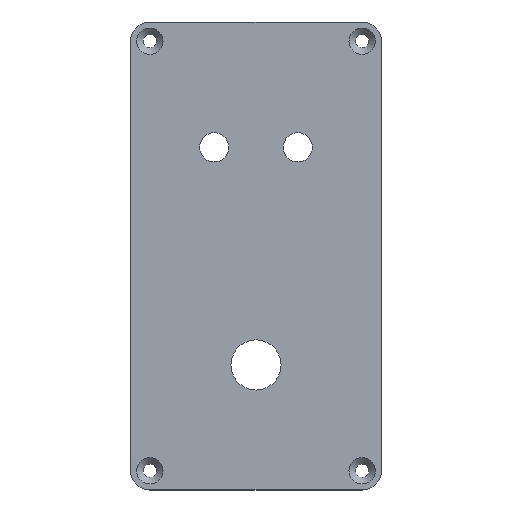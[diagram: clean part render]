
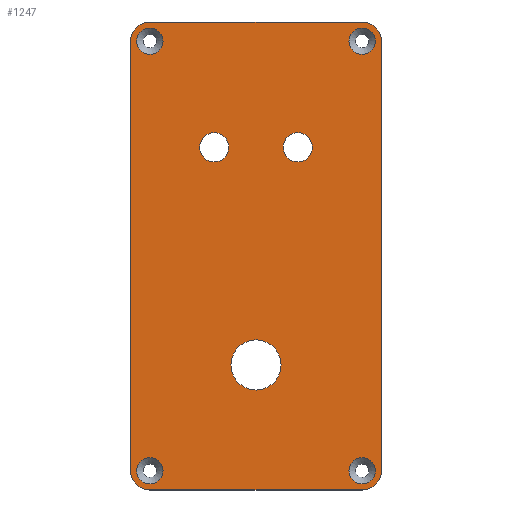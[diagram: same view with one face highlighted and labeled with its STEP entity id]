
A CAD part, top view. The second image highlights one B-rep face of the part: STEP entity #1247.
In plain terms, the highlighted planar face has unit normal (0, 0, 1).
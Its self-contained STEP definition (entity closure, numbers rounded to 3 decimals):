
#29=FACE_BOUND('',#207,.T.);
#30=FACE_BOUND('',#208,.T.);
#31=FACE_BOUND('',#209,.T.);
#32=FACE_BOUND('',#210,.T.);
#33=FACE_BOUND('',#211,.T.);
#34=FACE_BOUND('',#212,.T.);
#35=FACE_BOUND('',#213,.T.);
#67=PLANE('',#1386);
#132=FACE_OUTER_BOUND('',#206,.T.);
#206=EDGE_LOOP('',(#1140,#1141,#1142,#1143,#1144,#1145,#1146,#1147));
#207=EDGE_LOOP('',(#1148));
#208=EDGE_LOOP('',(#1149));
#209=EDGE_LOOP('',(#1150));
#210=EDGE_LOOP('',(#1151));
#211=EDGE_LOOP('',(#1152));
#212=EDGE_LOOP('',(#1153));
#213=EDGE_LOOP('',(#1154));
#314=LINE('',#2059,#431);
#317=LINE('',#2067,#434);
#320=LINE('',#2075,#437);
#330=LINE('',#2113,#447);
#431=VECTOR('',#1687,10.);
#434=VECTOR('',#1696,10.);
#437=VECTOR('',#1705,10.);
#447=VECTOR('',#1753,10.);
#448=CIRCLE('',#1263,3.5);
#450=CIRCLE('',#1266,3.5);
#495=CIRCLE('',#1357,6.);
#496=CIRCLE('',#1359,4.6);
#497=CIRCLE('',#1362,4.6);
#498=CIRCLE('',#1365,4.6);
#499=CIRCLE('',#1368,4.6);
#500=CIRCLE('',#1370,3.15);
#502=CIRCLE('',#1374,3.15);
#504=CIRCLE('',#1378,3.15);
#506=CIRCLE('',#1382,3.15);
#508=VERTEX_POINT('',#1758);
#510=VERTEX_POINT('',#1764);
#607=VERTEX_POINT('',#2047);
#608=VERTEX_POINT('',#2051);
#609=VERTEX_POINT('',#2052);
#610=VERTEX_POINT('',#2057);
#611=VERTEX_POINT('',#2061);
#612=VERTEX_POINT('',#2065);
#613=VERTEX_POINT('',#2069);
#614=VERTEX_POINT('',#2073);
#615=VERTEX_POINT('',#2077);
#616=VERTEX_POINT('',#2081);
#618=VERTEX_POINT('',#2089);
#620=VERTEX_POINT('',#2097);
#622=VERTEX_POINT('',#2105);
#624=EDGE_CURVE('',#508,#508,#448,.T.);
#627=EDGE_CURVE('',#510,#510,#450,.T.);
#768=EDGE_CURVE('',#607,#607,#495,.T.);
#769=EDGE_CURVE('',#608,#609,#496,.T.);
#773=EDGE_CURVE('',#608,#610,#314,.T.);
#774=EDGE_CURVE('',#611,#610,#497,.T.);
#777=EDGE_CURVE('',#611,#612,#317,.T.);
#778=EDGE_CURVE('',#613,#612,#498,.T.);
#781=EDGE_CURVE('',#613,#614,#320,.T.);
#782=EDGE_CURVE('',#615,#614,#499,.T.);
#784=EDGE_CURVE('',#616,#616,#500,.T.);
#788=EDGE_CURVE('',#618,#618,#502,.T.);
#792=EDGE_CURVE('',#620,#620,#504,.T.);
#796=EDGE_CURVE('',#622,#622,#506,.T.);
#800=EDGE_CURVE('',#615,#609,#330,.T.);
#1140=ORIENTED_EDGE('',*,*,#769,.F.);
#1141=ORIENTED_EDGE('',*,*,#773,.T.);
#1142=ORIENTED_EDGE('',*,*,#774,.F.);
#1143=ORIENTED_EDGE('',*,*,#777,.T.);
#1144=ORIENTED_EDGE('',*,*,#778,.F.);
#1145=ORIENTED_EDGE('',*,*,#781,.T.);
#1146=ORIENTED_EDGE('',*,*,#782,.F.);
#1147=ORIENTED_EDGE('',*,*,#800,.T.);
#1148=ORIENTED_EDGE('',*,*,#624,.T.);
#1149=ORIENTED_EDGE('',*,*,#627,.T.);
#1150=ORIENTED_EDGE('',*,*,#768,.T.);
#1151=ORIENTED_EDGE('',*,*,#784,.T.);
#1152=ORIENTED_EDGE('',*,*,#788,.T.);
#1153=ORIENTED_EDGE('',*,*,#792,.T.);
#1154=ORIENTED_EDGE('',*,*,#796,.T.);
#1247=ADVANCED_FACE('',(#132,#29,#30,#31,#32,#33,#34,#35),#67,.T.);
#1263=AXIS2_PLACEMENT_3D('',#1759,#1391,#1392);
#1266=AXIS2_PLACEMENT_3D('',#1765,#1398,#1399);
#1357=AXIS2_PLACEMENT_3D('',#2049,#1676,#1677);
#1359=AXIS2_PLACEMENT_3D('',#2053,#1680,#1681);
#1362=AXIS2_PLACEMENT_3D('',#2062,#1690,#1691);
#1365=AXIS2_PLACEMENT_3D('',#2070,#1699,#1700);
#1368=AXIS2_PLACEMENT_3D('',#2078,#1708,#1709);
#1370=AXIS2_PLACEMENT_3D('',#2082,#1713,#1714);
#1374=AXIS2_PLACEMENT_3D('',#2090,#1723,#1724);
#1378=AXIS2_PLACEMENT_3D('',#2098,#1733,#1734);
#1382=AXIS2_PLACEMENT_3D('',#2106,#1743,#1744);
#1386=AXIS2_PLACEMENT_3D('',#2114,#1754,#1755);
#1391=DIRECTION('center_axis',(0.,0.,-1.));
#1392=DIRECTION('ref_axis',(-1.,0.,0.));
#1398=DIRECTION('center_axis',(0.,0.,-1.));
#1399=DIRECTION('ref_axis',(-1.,0.,0.));
#1676=DIRECTION('center_axis',(0.,0.,-1.));
#1677=DIRECTION('ref_axis',(1.,0.,0.));
#1680=DIRECTION('center_axis',(0.,0.,-1.));
#1681=DIRECTION('ref_axis',(-0.707,-0.707,0.));
#1687=DIRECTION('',(1.,0.,0.));
#1690=DIRECTION('center_axis',(0.,0.,-1.));
#1691=DIRECTION('ref_axis',(0.707,-0.707,0.));
#1696=DIRECTION('',(0.,1.,0.));
#1699=DIRECTION('center_axis',(0.,0.,-1.));
#1700=DIRECTION('ref_axis',(0.707,0.707,0.));
#1705=DIRECTION('',(-1.,0.,0.));
#1708=DIRECTION('center_axis',(0.,0.,-1.));
#1709=DIRECTION('ref_axis',(-0.707,0.707,0.));
#1713=DIRECTION('center_axis',(0.,0.,-1.));
#1714=DIRECTION('ref_axis',(1.,0.,0.));
#1723=DIRECTION('center_axis',(0.,0.,-1.));
#1724=DIRECTION('ref_axis',(1.,0.,0.));
#1733=DIRECTION('center_axis',(0.,0.,-1.));
#1734=DIRECTION('ref_axis',(1.,0.,0.));
#1743=DIRECTION('center_axis',(0.,0.,-1.));
#1744=DIRECTION('ref_axis',(1.,0.,0.));
#1753=DIRECTION('',(0.,-1.,0.));
#1754=DIRECTION('center_axis',(0.,0.,1.));
#1755=DIRECTION('ref_axis',(1.,0.,0.));
#1758=CARTESIAN_POINT('',(43.5,-30.,4.));
#1759=CARTESIAN_POINT('Origin',(40.,-30.,4.));
#1764=CARTESIAN_POINT('',(23.5,-30.,4.));
#1765=CARTESIAN_POINT('Origin',(20.,-30.,4.));
#2047=CARTESIAN_POINT('',(24.,-82.077,4.));
#2049=CARTESIAN_POINT('Origin',(30.,-82.077,4.));
#2051=CARTESIAN_POINT('',(4.6,-112.,4.));
#2052=CARTESIAN_POINT('',(0.,-107.4,4.));
#2053=CARTESIAN_POINT('Origin',(4.6,-107.4,4.));
#2057=CARTESIAN_POINT('',(55.4,-112.,4.));
#2059=CARTESIAN_POINT('',(60.,-112.,4.));
#2061=CARTESIAN_POINT('',(60.,-107.4,4.));
#2062=CARTESIAN_POINT('Origin',(55.4,-107.4,4.));
#2065=CARTESIAN_POINT('',(60.,-4.6,4.));
#2067=CARTESIAN_POINT('',(60.,0.,4.));
#2069=CARTESIAN_POINT('',(55.4,0.,4.));
#2070=CARTESIAN_POINT('Origin',(55.4,-4.6,4.));
#2073=CARTESIAN_POINT('',(4.6,0.,4.));
#2075=CARTESIAN_POINT('',(0.,0.,4.));
#2077=CARTESIAN_POINT('',(0.,-4.6,4.));
#2078=CARTESIAN_POINT('Origin',(4.6,-4.6,4.));
#2081=CARTESIAN_POINT('',(52.25,-107.4,4.));
#2082=CARTESIAN_POINT('Origin',(55.4,-107.4,4.));
#2089=CARTESIAN_POINT('',(1.45,-4.6,4.));
#2090=CARTESIAN_POINT('Origin',(4.6,-4.6,4.));
#2097=CARTESIAN_POINT('',(52.25,-4.6,4.));
#2098=CARTESIAN_POINT('Origin',(55.4,-4.6,4.));
#2105=CARTESIAN_POINT('',(1.45,-107.4,4.));
#2106=CARTESIAN_POINT('Origin',(4.6,-107.4,4.));
#2113=CARTESIAN_POINT('',(0.,-112.,4.));
#2114=CARTESIAN_POINT('Origin',(30.,-56.,4.));
